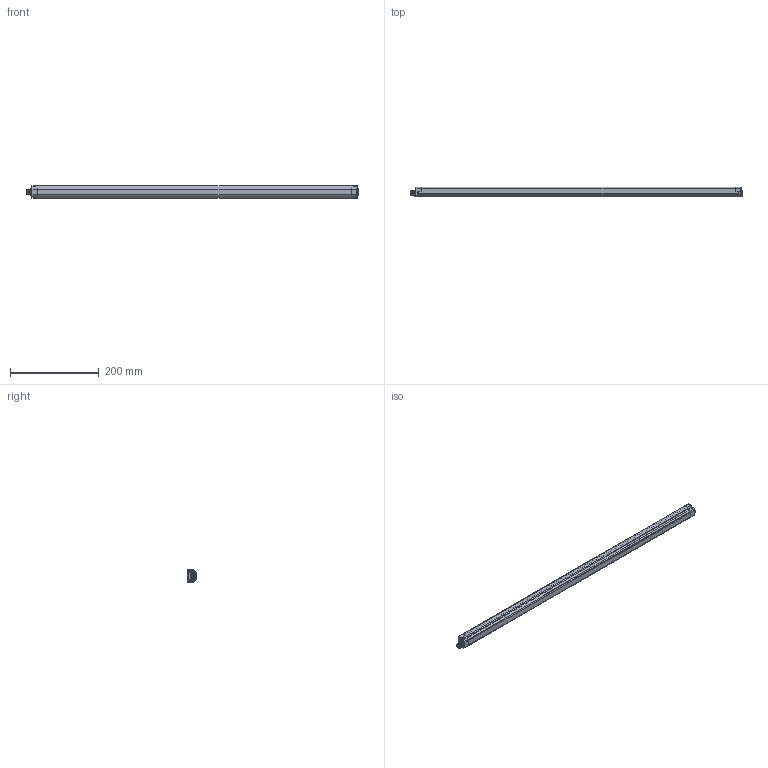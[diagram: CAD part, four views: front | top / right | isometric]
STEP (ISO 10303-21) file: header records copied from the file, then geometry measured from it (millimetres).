
FILE_DESCRIPTION((''),'2;1');
FILE_NAME('154531_SW','2010-11-02T',('banengservice'),('BANNER ENGINEERING'),'PRO/ENGINEER BY PARAMETRIC TECHNOLOGY CORPORATION, 2009141','PRO/ENGINEER BY PARAMETRIC TECHNOLOGY CORPORATION, 2009141','');
FILE_SCHEMA(('CONFIG_CONTROL_DESIGN'));
Length unit declared in the file: inch
Products named in the file (1): 154531_SW
Bounding box: 750 x 21 x 28 mm (x, y, z)
Volume: 162415.9 mm3; surface area: 183918.6 mm2
Topology: 1 solids, 1 shells, 699 faces, 1705 edges, 1020 vertices
Faces by surface type: plane 220, cylinder 195, cone 111, torus 87, bspline 74, sphere 12
Entity records: 28586 total; most frequent: CARTESIAN_POINT 12425, DIRECTION 3437, ORIENTED_EDGE 3394, EDGE_CURVE 1697, AXIS2_PLACEMENT_3D 1361, VERTEX_POINT 1020, CIRCLE 736, EDGE_LOOP 731
